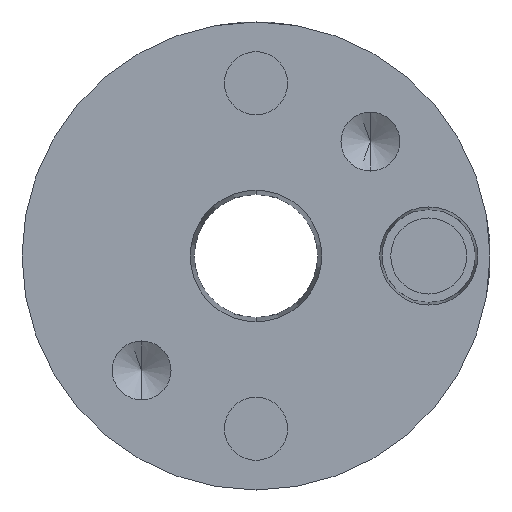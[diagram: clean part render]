
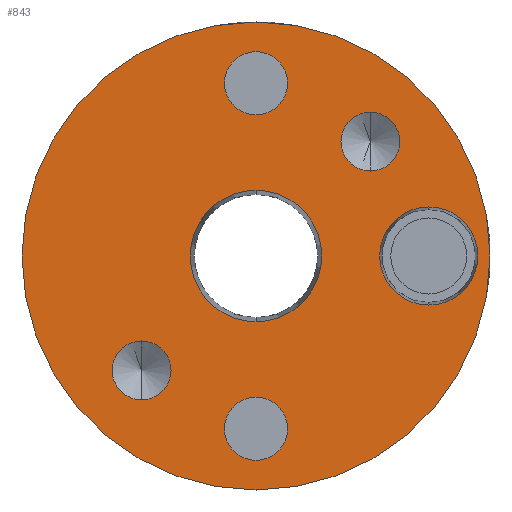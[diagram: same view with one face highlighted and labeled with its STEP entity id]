
A CAD part, front view. The second image highlights one B-rep face of the part: STEP entity #843.
In plain terms, the highlighted planar face has unit normal (0, -1, 0).
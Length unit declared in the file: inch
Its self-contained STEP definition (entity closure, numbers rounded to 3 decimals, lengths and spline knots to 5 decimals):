
#2 = DIRECTION ( 'NONE',  ( 0., -1., 0. ) ) ;
#21 = VERTEX_POINT ( 'NONE', #181 ) ;
#26 = CARTESIAN_POINT ( 'NONE',  ( 0.36416, 0., 0.36416 ) ) ;
#44 = CARTESIAN_POINT ( 'NONE',  ( 0.36416, 0., 0.45791 ) ) ;
#46 = CIRCLE ( 'NONE', #3351, 0.745 ) ;
#48 = DIRECTION ( 'NONE',  ( 0., 0., 1. ) ) ;
#63 = DIRECTION ( 'NONE',  ( 0., -1., 0. ) ) ;
#72 = EDGE_LOOP ( 'NONE', ( #358, #1728 ) ) ;
#96 = AXIS2_PLACEMENT_3D ( 'NONE', #727, #2222, #4570 ) ;
#181 = CARTESIAN_POINT ( 'NONE',  ( 0., 0., -0.745 ) ) ;
#206 = CIRCLE ( 'NONE', #3994, 0.20931 ) ;
#226 = FACE_BOUND ( 'NONE', #3022, .T. ) ;
#292 = CARTESIAN_POINT ( 'NONE',  ( 0.55, 0., 0. ) ) ;
#320 = DIRECTION ( 'NONE',  ( 0., -1., 0. ) ) ;
#354 = CIRCLE ( 'NONE', #2008, 0.1005 ) ;
#358 = ORIENTED_EDGE ( 'NONE', *, *, #2784, .F. ) ;
#451 = AXIS2_PLACEMENT_3D ( 'NONE', #2974, #2217, #1497 ) ;
#516 = VERTEX_POINT ( 'NONE', #1164 ) ;
#602 = DIRECTION ( 'NONE',  ( 0., -1., 0. ) ) ;
#637 = CARTESIAN_POINT ( 'NONE',  ( 0., 0., 0.6505 ) ) ;
#661 = DIRECTION ( 'NONE',  ( 0., -1., 0. ) ) ;
#682 = CIRCLE ( 'NONE', #451, 0.09375 ) ;
#703 = VERTEX_POINT ( 'NONE', #2074 ) ;
#705 = EDGE_CURVE ( 'NONE', #1516, #4658, #3189, .T. ) ;
#727 = CARTESIAN_POINT ( 'NONE',  ( 0., 0., 0. ) ) ;
#763 = DIRECTION ( 'NONE',  ( 0., 0., -1. ) ) ;
#793 = DIRECTION ( 'NONE',  ( 0., -1., 0. ) ) ;
#843 = ADVANCED_FACE ( 'NONE', ( #3193, #1646, #2733, #925, #1284, #226, #2427 ), #1308, .T. ) ;
#844 = AXIS2_PLACEMENT_3D ( 'NONE', #2197, #1498, #1474 ) ;
#876 = EDGE_CURVE ( 'NONE', #1710, #21, #46, .T. ) ;
#898 = DIRECTION ( 'NONE',  ( 0., 0., -1. ) ) ;
#903 = EDGE_CURVE ( 'NONE', #1636, #1860, #2860, .T. ) ;
#925 = FACE_BOUND ( 'NONE', #3378, .T. ) ;
#984 = ORIENTED_EDGE ( 'NONE', *, *, #4749, .F. ) ;
#1012 = ORIENTED_EDGE ( 'NONE', *, *, #1289, .F. ) ;
#1062 = AXIS2_PLACEMENT_3D ( 'NONE', #3660, #661, #1799 ) ;
#1137 = ORIENTED_EDGE ( 'NONE', *, *, #3956, .F. ) ;
#1164 = CARTESIAN_POINT ( 'NONE',  ( 0., 0., -0.4495 ) ) ;
#1176 = DIRECTION ( 'NONE',  ( 0., 0., -1. ) ) ;
#1197 = CARTESIAN_POINT ( 'NONE',  ( -0.36416, 0., -0.36416 ) ) ;
#1258 = EDGE_CURVE ( 'NONE', #2380, #4726, #682, .T. ) ;
#1260 = CARTESIAN_POINT ( 'NONE',  ( 0., 0., 0. ) ) ;
#1284 = FACE_BOUND ( 'NONE', #3486, .T. ) ;
#1289 = EDGE_CURVE ( 'NONE', #4068, #2188, #206, .T. ) ;
#1308 = PLANE ( 'NONE',  #2249 ) ;
#1330 = CARTESIAN_POINT ( 'NONE',  ( 0., 0., 0. ) ) ;
#1363 = CARTESIAN_POINT ( 'NONE',  ( 0.36416, 0., 0.27041 ) ) ;
#1389 = CARTESIAN_POINT ( 'NONE',  ( 0., 0., -0.55 ) ) ;
#1397 = DIRECTION ( 'NONE',  ( 0., -1., 0. ) ) ;
#1474 = DIRECTION ( 'NONE',  ( 0., 0., -1. ) ) ;
#1476 = CARTESIAN_POINT ( 'NONE',  ( -0.36416, 0., -0.27041 ) ) ;
#1497 = DIRECTION ( 'NONE',  ( 0., 0., -1. ) ) ;
#1498 = DIRECTION ( 'NONE',  ( 0., -1., 0. ) ) ;
#1510 = CIRCLE ( 'NONE', #4198, 0.15625 ) ;
#1516 = VERTEX_POINT ( 'NONE', #3863 ) ;
#1606 = DIRECTION ( 'NONE',  ( 0., 0., -1. ) ) ;
#1636 = VERTEX_POINT ( 'NONE', #4581 ) ;
#1646 = FACE_BOUND ( 'NONE', #72, .T. ) ;
#1650 = ORIENTED_EDGE ( 'NONE', *, *, #876, .F. ) ;
#1656 = ORIENTED_EDGE ( 'NONE', *, *, #903, .F. ) ;
#1668 = DIRECTION ( 'NONE',  ( 0., 1., 0. ) ) ;
#1682 = CARTESIAN_POINT ( 'NONE',  ( 0., 0., -0.6505 ) ) ;
#1710 = VERTEX_POINT ( 'NONE', #2719 ) ;
#1728 = ORIENTED_EDGE ( 'NONE', *, *, #1258, .F. ) ;
#1755 = CARTESIAN_POINT ( 'NONE',  ( 0., 0., 0.55 ) ) ;
#1767 = VERTEX_POINT ( 'NONE', #4532 ) ;
#1799 = DIRECTION ( 'NONE',  ( 0., 0., -1. ) ) ;
#1819 = EDGE_CURVE ( 'NONE', #2188, #4068, #4833, .T. ) ;
#1844 = AXIS2_PLACEMENT_3D ( 'NONE', #1197, #63, #1176 ) ;
#1845 = ORIENTED_EDGE ( 'NONE', *, *, #1819, .F. ) ;
#1860 = VERTEX_POINT ( 'NONE', #1476 ) ;
#1903 = VERTEX_POINT ( 'NONE', #1682 ) ;
#1958 = CIRCLE ( 'NONE', #4870, 0.09375 ) ;
#1984 = DIRECTION ( 'NONE',  ( 0., -1., 0. ) ) ;
#2008 = AXIS2_PLACEMENT_3D ( 'NONE', #1389, #2886, #4398 ) ;
#2074 = CARTESIAN_POINT ( 'NONE',  ( 0.55, 0., -0.15625 ) ) ;
#2180 = DIRECTION ( 'NONE',  ( 0., -1., 0. ) ) ;
#2188 = VERTEX_POINT ( 'NONE', #4728 ) ;
#2197 = CARTESIAN_POINT ( 'NONE',  ( 0., 0., -0.55 ) ) ;
#2217 = DIRECTION ( 'NONE',  ( 0., -1., 0. ) ) ;
#2222 = DIRECTION ( 'NONE',  ( 0., -1., 0. ) ) ;
#2247 = ORIENTED_EDGE ( 'NONE', *, *, #4495, .F. ) ;
#2249 = AXIS2_PLACEMENT_3D ( 'NONE', #2403, #602, #898 ) ;
#2258 = EDGE_CURVE ( 'NONE', #1903, #516, #354, .T. ) ;
#2324 = AXIS2_PLACEMENT_3D ( 'NONE', #3757, #2180, #2493 ) ;
#2380 = VERTEX_POINT ( 'NONE', #44 ) ;
#2403 = CARTESIAN_POINT ( 'NONE',  ( 0., 0., 0. ) ) ;
#2427 = FACE_OUTER_BOUND ( 'NONE', #3300, .T. ) ;
#2493 = DIRECTION ( 'NONE',  ( 0., 0., -1. ) ) ;
#2531 = AXIS2_PLACEMENT_3D ( 'NONE', #1755, #1397, #2631 ) ;
#2631 = DIRECTION ( 'NONE',  ( 0., 0., -1. ) ) ;
#2719 = CARTESIAN_POINT ( 'NONE',  ( 0., 0., 0.745 ) ) ;
#2733 = FACE_BOUND ( 'NONE', #3171, .T. ) ;
#2784 = EDGE_CURVE ( 'NONE', #4726, #2380, #1958, .T. ) ;
#2847 = EDGE_CURVE ( 'NONE', #516, #1903, #4162, .T. ) ;
#2860 = CIRCLE ( 'NONE', #2324, 0.09375 ) ;
#2886 = DIRECTION ( 'NONE',  ( 0., -1., 0. ) ) ;
#2906 = EDGE_CURVE ( 'NONE', #703, #1767, #3292, .T. ) ;
#2974 = CARTESIAN_POINT ( 'NONE',  ( 0.36416, 0., 0.36416 ) ) ;
#3022 = EDGE_LOOP ( 'NONE', ( #1012, #1845 ) ) ;
#3130 = ORIENTED_EDGE ( 'NONE', *, *, #705, .F. ) ;
#3131 = AXIS2_PLACEMENT_3D ( 'NONE', #4175, #1984, #1606 ) ;
#3171 = EDGE_LOOP ( 'NONE', ( #3130, #2247 ) ) ;
#3189 = CIRCLE ( 'NONE', #1062, 0.1005 ) ;
#3193 = FACE_BOUND ( 'NONE', #3996, .T. ) ;
#3252 = AXIS2_PLACEMENT_3D ( 'NONE', #1330, #3429, #48 ) ;
#3292 = CIRCLE ( 'NONE', #3131, 0.15625 ) ;
#3300 = EDGE_LOOP ( 'NONE', ( #1650, #4563 ) ) ;
#3351 = AXIS2_PLACEMENT_3D ( 'NONE', #1260, #1668, #3987 ) ;
#3378 = EDGE_LOOP ( 'NONE', ( #3772, #3899 ) ) ;
#3429 = DIRECTION ( 'NONE',  ( 0., 1., 0. ) ) ;
#3486 = EDGE_LOOP ( 'NONE', ( #4434, #984 ) ) ;
#3660 = CARTESIAN_POINT ( 'NONE',  ( 0., 0., 0.55 ) ) ;
#3757 = CARTESIAN_POINT ( 'NONE',  ( -0.36416, 0., -0.36416 ) ) ;
#3772 = ORIENTED_EDGE ( 'NONE', *, *, #2258, .F. ) ;
#3863 = CARTESIAN_POINT ( 'NONE',  ( 0., 0., 0.4495 ) ) ;
#3899 = ORIENTED_EDGE ( 'NONE', *, *, #2847, .F. ) ;
#3956 = EDGE_CURVE ( 'NONE', #1860, #1636, #3971, .T. ) ;
#3971 = CIRCLE ( 'NONE', #1844, 0.09375 ) ;
#3987 = DIRECTION ( 'NONE',  ( 0., 0., 1. ) ) ;
#3994 = AXIS2_PLACEMENT_3D ( 'NONE', #4864, #793, #4145 ) ;
#3996 = EDGE_LOOP ( 'NONE', ( #1656, #1137 ) ) ;
#4068 = VERTEX_POINT ( 'NONE', #4249 ) ;
#4145 = DIRECTION ( 'NONE',  ( 0., 0., -1. ) ) ;
#4162 = CIRCLE ( 'NONE', #844, 0.1005 ) ;
#4175 = CARTESIAN_POINT ( 'NONE',  ( 0.55, 0., 0. ) ) ;
#4198 = AXIS2_PLACEMENT_3D ( 'NONE', #292, #320, #763 ) ;
#4249 = CARTESIAN_POINT ( 'NONE',  ( 0., 0., -0.20931 ) ) ;
#4398 = DIRECTION ( 'NONE',  ( 0., 0., -1. ) ) ;
#4434 = ORIENTED_EDGE ( 'NONE', *, *, #2906, .F. ) ;
#4495 = EDGE_CURVE ( 'NONE', #4658, #1516, #4673, .T. ) ;
#4532 = CARTESIAN_POINT ( 'NONE',  ( 0.55, 0., 0.15625 ) ) ;
#4546 = DIRECTION ( 'NONE',  ( 0., 0., -1. ) ) ;
#4563 = ORIENTED_EDGE ( 'NONE', *, *, #4816, .F. ) ;
#4570 = DIRECTION ( 'NONE',  ( 0., 0., -1. ) ) ;
#4581 = CARTESIAN_POINT ( 'NONE',  ( -0.36416, 0., -0.45791 ) ) ;
#4658 = VERTEX_POINT ( 'NONE', #637 ) ;
#4673 = CIRCLE ( 'NONE', #2531, 0.1005 ) ;
#4674 = CIRCLE ( 'NONE', #3252, 0.745 ) ;
#4726 = VERTEX_POINT ( 'NONE', #1363 ) ;
#4728 = CARTESIAN_POINT ( 'NONE',  ( 0., 0., 0.20931 ) ) ;
#4749 = EDGE_CURVE ( 'NONE', #1767, #703, #1510, .T. ) ;
#4816 = EDGE_CURVE ( 'NONE', #21, #1710, #4674, .T. ) ;
#4833 = CIRCLE ( 'NONE', #96, 0.20931 ) ;
#4864 = CARTESIAN_POINT ( 'NONE',  ( 0., 0., 0. ) ) ;
#4870 = AXIS2_PLACEMENT_3D ( 'NONE', #26, #2, #4546 ) ;
